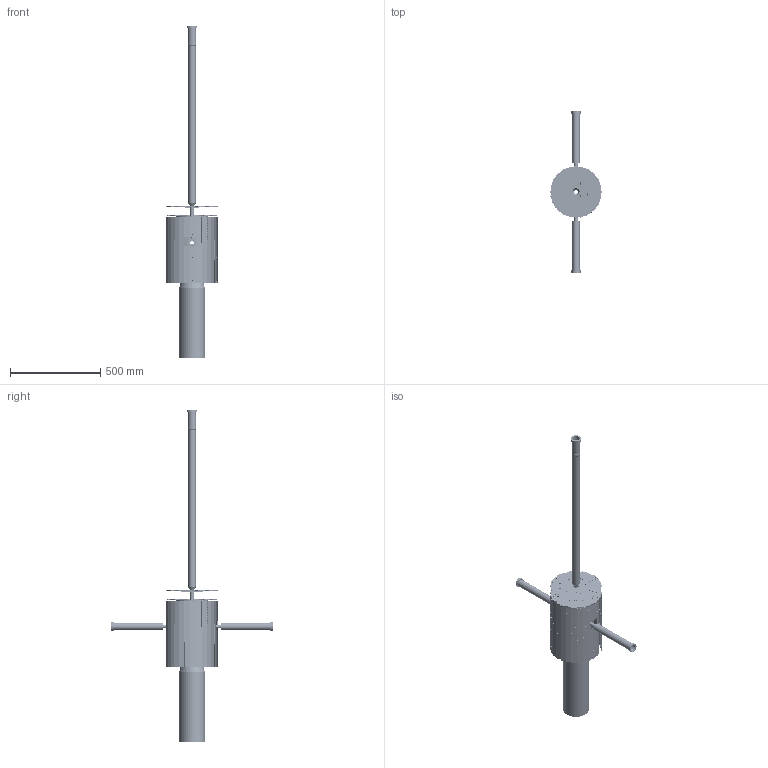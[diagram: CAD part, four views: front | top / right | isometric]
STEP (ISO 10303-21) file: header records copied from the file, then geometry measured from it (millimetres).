
FILE_DESCRIPTION((''),'2;1');
FILE_NAME('MVD-1.0_Pv-1.2_Sv-2.1.stp','2008-09-05T11:43:26',('thomas'),(''),'Autodesk Inventor 2008','Autodesk Inventor 2008','');
FILE_SCHEMA(('AUTOMOTIVE_DESIGN { 1 0 10303 214 1 1 1 1 }'));
Length unit declared in the file: millimetre
Products named in the file (101): MVD-1.0_Pv-1.2_Sv-2; Pv-1; BeamTargetCross; BeamPipeDownstream; TargetPipe; BeamPipeUpstream; Pixel_Hshell; Pixel_Bl1_v2-NEW; Pixel_Smod_6x1; Pixel_Mod_6x1; Pixel_Sens_6x1; PixelActive_6x1; PixelPassive_6x1; PixelPassive_6x1_Rside; PixelPassive_6x1_Zside; Pixel_Fe; Pixel_Mod_Mc; Pixel_Mod_Fiber; Pixel_Smod_Sup_v2_small_1x6; Geometry-Bl1; Pixel_Smod_4x1; Pixel_Mod_4x1; Pixel_Sens_4x1; PixelActive_4x1; PixelPassive_4x1; PixelPassive_4x1_Rside; PixelPassive_4x1_Zside; Pixel_Smod_Sup_v2_small_1x4; Pixel_Bl2_v3-NEW; Geometry-Bl2; Pixel_Smod_6x2_2_4x2_1_v2; Pixel_Smod_6x2_2; Pixel_Mod_6x2; Pixel_Sens_6x2; PixelActive_6x2; PixelPassive_6x2; PixelPassive_6x2_Rside; PixelPassive_6x2_Zside; Pixel_Smod_4x2_1; Pixel_Mod_4x2 ...
Assembly tree (296 placements, depth 10):
  MVD-1.0_Pv-1.2_Sv-2
    Pv-1
      BeamTargetCross
        BeamPipeDownstream
        TargetPipe  x2
        BeamPipeUpstream  x2
      Pixel_Hshell  x2
        Pixel_Bl1_v2-NEW
          Pixel_Smod_6x1  x5
            Pixel_Mod_6x1
              Pixel_Sens_6x1
                PixelActive_6x1
                PixelPassive_6x1
                  PixelPassive_6x1_Rside
                  PixelPassive_6x1_Zside
              Pixel_Fe  x6
              Pixel_Mod_Mc
              Pixel_Mod_Fiber  x4
            Pixel_Smod_Sup_v2_small_1x6
          Geometry-Bl1  x2
          Pixel_Smod_4x1  x3
            Pixel_Mod_4x1
              Pixel_Sens_4x1
                PixelActive_4x1
                PixelPassive_4x1
                  PixelPassive_4x1_Rside
                  PixelPassive_4x1_Zside
              Pixel_Fe  x4
              Pixel_Mod_Mc
              Pixel_Mod_Fiber  x4
            Pixel_Smod_Sup_v2_small_1x4
        Pixel_Bl2_v3-NEW
          Geometry-Bl2
          Pixel_Smod_6x2_2_4x2_1_v2  x6
            Pixel_Smod_6x2_2
              Pixel_Mod_6x2  x2
                Pixel_Sens_6x2
                  PixelActive_6x2
                  PixelPassive_6x2
                Pixel_Fe
                Pixel_Mod_Mc
                Pixel_Mod_Fiber
            Pixel_Smod_4x2_1
              Pixel_Mod_4x2
                Pixel_Sens_4x2
                  PixelActive_4x2
                  PixelPasssive_4x2
                Pixel_Fe  x8
                Pixel_Mod_Mc
                Pixel_Mod_Fiber  x4
            Pixel_Smod_Sup_v2_2x6+1x4_ext
          Pixel_Smod_6x2_1_4x2_1  x2
            Pixel_Smod_6x2_1
              Pixel_Mod_6x2
                Pixel_Sens_6x2
                  PixelActive_6x2
                  PixelPassive_6x2
                Pixel_Fe  x12
                Pixel_Mod_Mc
                Pixel_Mod_Fiber  x4
Bounding box: 287.99 x 898.58 x 1840 mm (x, y, z)
Volume: 1524100 mm3; surface area: 4787708.8 mm2
Topology: 8505 solids, 8505 shells, 49854 faces, 98520 edges, 65676 vertices
Faces by surface type: plane 49308, cylinder 537, cone 9
Full cylindrical faces by diameter (mm): 0.2 x480, 40 x1, 41.6 x1, 42 x1, 44 x1, 46 x2, 60 x1
Entity records: 19596 total; most frequent: CARTESIAN_POINT 3218, DIRECTION 3112, ORIENTED_EDGE 2312, EDGE_CURVE 1156, VECTOR 1090, LINE 1090, AXIS2_PLACEMENT_3D 1011, VERTEX_POINT 776
